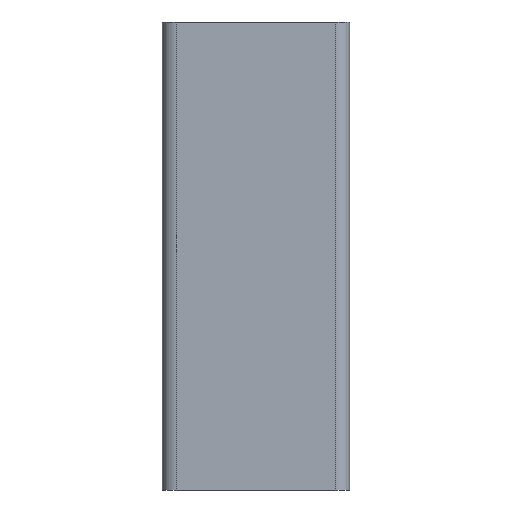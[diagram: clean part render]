
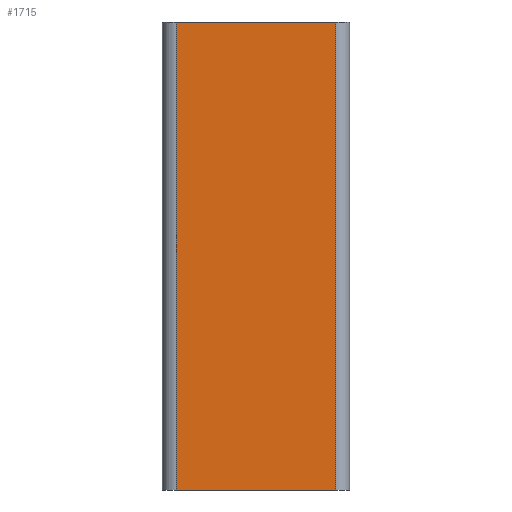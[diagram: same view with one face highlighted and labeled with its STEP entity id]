
A CAD part, front view. The second image highlights one B-rep face of the part: STEP entity #1715.
In plain terms, the highlighted planar face has unit normal (0, -1, 0).
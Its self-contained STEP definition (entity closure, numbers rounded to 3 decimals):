
#152 = EDGE_CURVE ( 'NONE', #4229, #4633, #6751, .T. ) ;
#296 = EDGE_CURVE ( 'NONE', #6428, #4229, #5597, .T. ) ;
#936 = PLANE ( 'NONE',  #5445 ) ;
#1125 = LINE ( 'NONE', #2498, #4870 ) ;
#1135 = ORIENTED_EDGE ( 'NONE', *, *, #2804, .F. ) ;
#1205 = VERTEX_POINT ( 'NONE', #3107 ) ;
#1473 = DIRECTION ( 'NONE',  ( 0., 1., 0. ) ) ;
#1670 = CARTESIAN_POINT ( 'NONE',  ( 6336.47, 4050.048, 100. ) ) ;
#1672 = DIRECTION ( 'NONE',  ( -1., 0., 0. ) ) ;
#1715 = ADVANCED_FACE ( 'NONE', ( #5891 ), #936, .F. ) ;
#1942 = DIRECTION ( 'NONE',  ( 1., 0., 0. ) ) ;
#2081 = EDGE_CURVE ( 'NONE', #4633, #1205, #4249, .T. ) ;
#2106 = CARTESIAN_POINT ( 'NONE',  ( 6370.47, 4050.048, 100. ) ) ;
#2498 = CARTESIAN_POINT ( 'NONE',  ( 6336.47, 4050.048, 100. ) ) ;
#2684 = ORIENTED_EDGE ( 'NONE', *, *, #296, .F. ) ;
#2801 = EDGE_LOOP ( 'NONE', ( #2684, #1135, #5440, #5172 ) ) ;
#2804 = EDGE_CURVE ( 'NONE', #1205, #6428, #1125, .T. ) ;
#2983 = VECTOR ( 'NONE', #5073, 1000. ) ;
#3107 = CARTESIAN_POINT ( 'NONE',  ( 6336.47, 4050.048, 100. ) ) ;
#3301 = CARTESIAN_POINT ( 'NONE',  ( 6336.47, 4050.048, 0. ) ) ;
#3840 = DIRECTION ( 'NONE',  ( 0., 0., 1. ) ) ;
#3927 = CARTESIAN_POINT ( 'NONE',  ( 6336.47, 4050.048, 0. ) ) ;
#4229 = VERTEX_POINT ( 'NONE', #4625 ) ;
#4249 = LINE ( 'NONE', #1670, #6693 ) ;
#4625 = CARTESIAN_POINT ( 'NONE',  ( 6370.47, 4050.048, 0. ) ) ;
#4633 = VERTEX_POINT ( 'NONE', #3301 ) ;
#4658 = CARTESIAN_POINT ( 'NONE',  ( 6336.47, 4050.048, 100. ) ) ;
#4870 = VECTOR ( 'NONE', #1942, 1000. ) ;
#5073 = DIRECTION ( 'NONE',  ( 0., 0., -1. ) ) ;
#5172 = ORIENTED_EDGE ( 'NONE', *, *, #152, .F. ) ;
#5189 = DIRECTION ( 'NONE',  ( 0., 0., 1. ) ) ;
#5206 = VECTOR ( 'NONE', #1672, 1000. ) ;
#5440 = ORIENTED_EDGE ( 'NONE', *, *, #2081, .F. ) ;
#5445 = AXIS2_PLACEMENT_3D ( 'NONE', #4658, #1473, #5189 ) ;
#5467 = CARTESIAN_POINT ( 'NONE',  ( 6370.47, 4050.048, 100. ) ) ;
#5597 = LINE ( 'NONE', #5467, #2983 ) ;
#5891 = FACE_OUTER_BOUND ( 'NONE', #2801, .T. ) ;
#6428 = VERTEX_POINT ( 'NONE', #2106 ) ;
#6693 = VECTOR ( 'NONE', #3840, 1000. ) ;
#6751 = LINE ( 'NONE', #3927, #5206 ) ;
